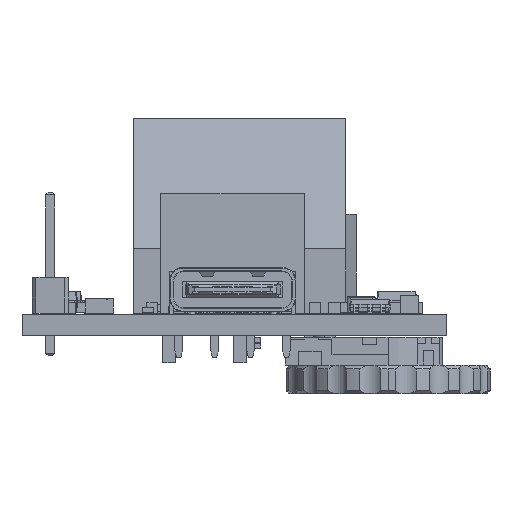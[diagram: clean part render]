
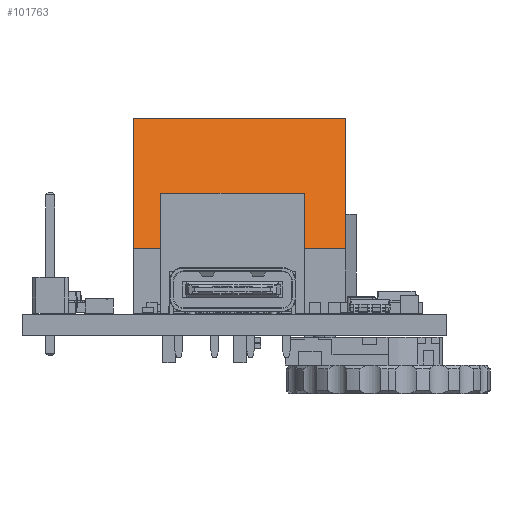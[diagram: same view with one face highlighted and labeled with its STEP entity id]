
A CAD part, left-side view. The second image highlights one B-rep face of the part: STEP entity #101763.
In plain terms, the highlighted face is planar.
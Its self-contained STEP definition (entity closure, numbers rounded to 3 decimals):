
#101650 = VERTEX_POINT('',#101651);
#101651 = CARTESIAN_POINT('',(-2.5,5.2,4.57));
#101657 = EDGE_CURVE('',#101658,#101650,#101660,.T.);
#101658 = VERTEX_POINT('',#101659);
#101659 = CARTESIAN_POINT('',(-2.5,2.2,13.8));
#101660 = LINE('',#101661,#101662);
#101661 = CARTESIAN_POINT('',(-2.5,2.2,13.8));
#101662 = VECTOR('',#101663,1.);
#101663 = DIRECTION('',(0.,0.309,-0.951));
#101711 = EDGE_CURVE('',#101658,#101712,#101714,.T.);
#101712 = VERTEX_POINT('',#101713);
#101713 = CARTESIAN_POINT('',(12.5,2.2,13.8));
#101714 = LINE('',#101715,#101716);
#101715 = CARTESIAN_POINT('',(-2.5,2.2,13.8));
#101716 = VECTOR('',#101717,1.);
#101717 = DIRECTION('',(1.,0.,0.));
#101763 = ADVANCED_FACE('',(#101764),#101782,.T.);
#101764 = FACE_BOUND('',#101765,.T.);
#101765 = EDGE_LOOP('',(#101766,#101767,#101775,#101781));
#101766 = ORIENTED_EDGE('',*,*,#101711,.T.);
#101767 = ORIENTED_EDGE('',*,*,#101768,.T.);
#101768 = EDGE_CURVE('',#101712,#101769,#101771,.T.);
#101769 = VERTEX_POINT('',#101770);
#101770 = CARTESIAN_POINT('',(12.5,5.2,4.57));
#101771 = LINE('',#101772,#101773);
#101772 = CARTESIAN_POINT('',(12.5,2.2,13.8));
#101773 = VECTOR('',#101774,1.);
#101774 = DIRECTION('',(0.,0.309,-0.951));
#101775 = ORIENTED_EDGE('',*,*,#101776,.F.);
#101776 = EDGE_CURVE('',#101650,#101769,#101777,.T.);
#101777 = LINE('',#101778,#101779);
#101778 = CARTESIAN_POINT('',(-2.5,5.2,4.57));
#101779 = VECTOR('',#101780,1.);
#101780 = DIRECTION('',(1.,0.,0.));
#101781 = ORIENTED_EDGE('',*,*,#101657,.F.);
#101782 = PLANE('',#101783);
#101783 = AXIS2_PLACEMENT_3D('',#101784,#101785,#101786);
#101784 = CARTESIAN_POINT('',(-2.5,2.2,13.8));
#101785 = DIRECTION('',(0.,0.951,0.309));
#101786 = DIRECTION('',(0.,0.309,-0.951));
